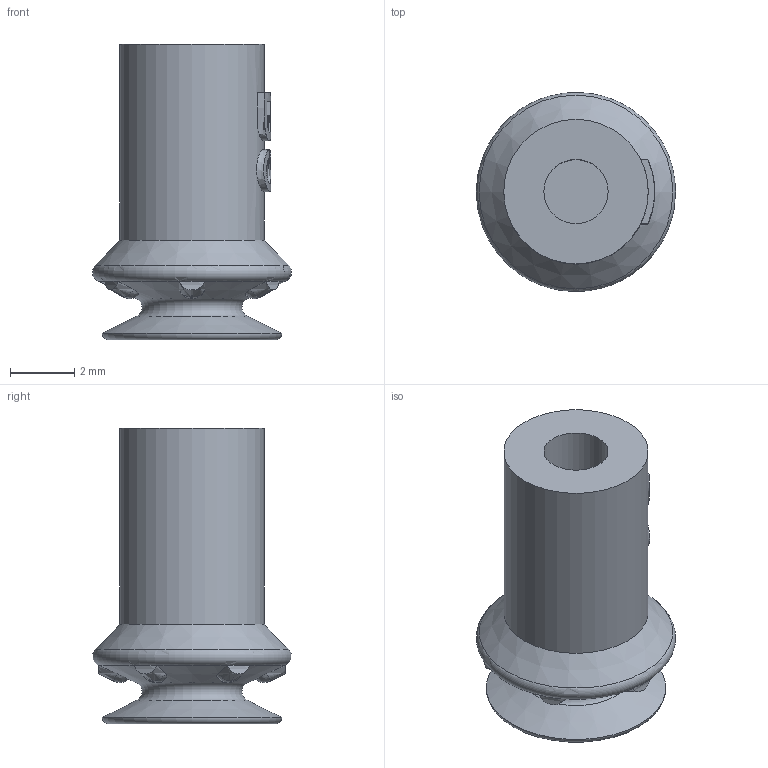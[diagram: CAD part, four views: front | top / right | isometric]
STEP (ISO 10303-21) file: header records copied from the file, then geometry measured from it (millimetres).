
FILE_DESCRIPTION( ( 'Unknown' ), '1' );
FILE_NAME( 'SE-0416802.stp', 'Unknown', ( 'Unknown' ), ( 'Unknown' ), 'PSStep 17.0.49', 'Unknown', ' ' );
FILE_SCHEMA( ( 'AUTOMOTIVE_DESIGN { 1 0 10303 214 1 1 1 1 }' ) );
Length unit declared in the file: millimetre
Products named in the file (1): 1
Bounding box: 6.2 x 6.19 x 9.2 mm (x, y, z)
Volume: 141.8 mm3; surface area: 240.4 mm2
Topology: 1 solids, 1 shells, 63 faces, 154 edges, 97 vertices
Faces by surface type: plane 19, bspline 18, cylinder 13, extrusion 6, cone 4, torus 3
Full cylindrical faces by diameter (mm): 2 x1, 4.5 x1
Entity records: 5231 total; most frequent: CARTESIAN_POINT 3489, ORIENTED_EDGE 268, DIRECTION 213, EDGE_CURVE 134, AXIS2_PLACEMENT_3D 94, VERTEX_POINT 90, EDGE_LOOP 77, FACE_OUTER_BOUND 67
